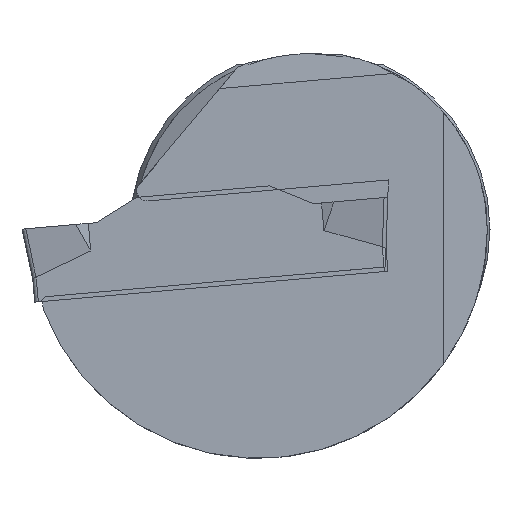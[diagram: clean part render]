
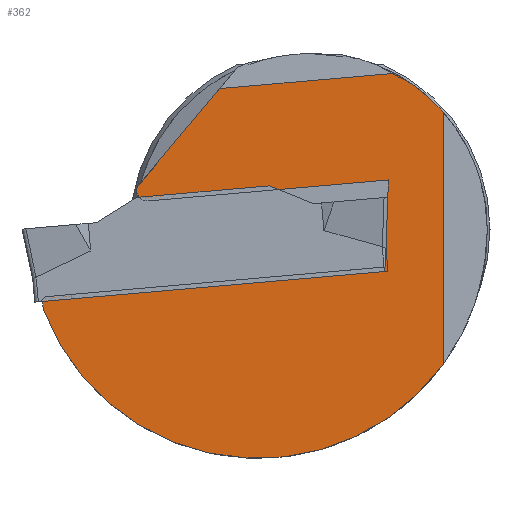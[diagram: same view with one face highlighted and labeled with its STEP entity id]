
A CAD part, left-side view. The second image highlights one B-rep face of the part: STEP entity #362.
In plain terms, the highlighted planar face has unit normal (-1, 0, 0).
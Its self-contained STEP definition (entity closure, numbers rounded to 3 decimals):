
#362=ADVANCED_FACE('',(#464),#413,.T.);
#413=PLANE('',#1428);
#464=FACE_OUTER_BOUND('',#523,.T.);
#523=EDGE_LOOP('',(#949,#950,#951,#952,#953,#954,#955,#956,#957,#958,#959));
#611=LINE('',#2028,#706);
#618=LINE('',#2127,#713);
#622=LINE('',#2146,#717);
#623=LINE('',#2149,#718);
#624=LINE('',#2151,#719);
#625=LINE('',#2156,#720);
#626=LINE('',#2159,#721);
#627=LINE('',#2161,#722);
#706=VECTOR('',#1642,1.);
#713=VECTOR('',#1665,1.);
#717=VECTOR('',#1681,1.);
#718=VECTOR('',#1682,1.);
#719=VECTOR('',#1683,1.);
#720=VECTOR('',#1688,1.);
#721=VECTOR('',#1691,1.);
#722=VECTOR('',#1692,1.);
#949=ORIENTED_EDGE('',*,*,#1287,.T.);
#950=ORIENTED_EDGE('',*,*,#1288,.T.);
#951=ORIENTED_EDGE('',*,*,#1289,.T.);
#952=ORIENTED_EDGE('',*,*,#1290,.T.);
#953=ORIENTED_EDGE('',*,*,#1279,.F.);
#954=ORIENTED_EDGE('',*,*,#1291,.T.);
#955=ORIENTED_EDGE('',*,*,#1292,.T.);
#956=ORIENTED_EDGE('',*,*,#1260,.T.);
#957=ORIENTED_EDGE('',*,*,#1293,.T.);
#958=ORIENTED_EDGE('',*,*,#1294,.T.);
#959=ORIENTED_EDGE('',*,*,#1295,.T.);
#1123=VERTEX_POINT('',#2029);
#1124=VERTEX_POINT('',#2030);
#1139=VERTEX_POINT('',#2123);
#1141=VERTEX_POINT('',#2126);
#1147=VERTEX_POINT('',#2147);
#1148=VERTEX_POINT('',#2148);
#1149=VERTEX_POINT('',#2150);
#1150=VERTEX_POINT('',#2152);
#1151=VERTEX_POINT('',#2155);
#1152=VERTEX_POINT('',#2158);
#1153=VERTEX_POINT('',#2160);
#1260=EDGE_CURVE('',#1123,#1124,#611,.T.);
#1279=EDGE_CURVE('',#1141,#1139,#618,.T.);
#1287=EDGE_CURVE('',#1147,#1148,#622,.T.);
#1288=EDGE_CURVE('',#1148,#1149,#623,.T.);
#1289=EDGE_CURVE('',#1149,#1150,#624,.T.);
#1290=EDGE_CURVE('',#1150,#1139,#1343,.T.);
#1291=EDGE_CURVE('',#1141,#1151,#1344,.T.);
#1292=EDGE_CURVE('',#1151,#1123,#625,.T.);
#1293=EDGE_CURVE('',#1124,#1152,#1345,.T.);
#1294=EDGE_CURVE('',#1152,#1153,#626,.T.);
#1295=EDGE_CURVE('',#1153,#1147,#627,.T.);
#1343=CIRCLE('',#1425,12.733);
#1344=CIRCLE('',#1426,9.85);
#1345=CIRCLE('',#1427,0.6);
#1425=AXIS2_PLACEMENT_3D('',#2153,#1684,#1685);
#1426=AXIS2_PLACEMENT_3D('',#2154,#1686,#1687);
#1427=AXIS2_PLACEMENT_3D('',#2157,#1689,#1690);
#1428=AXIS2_PLACEMENT_3D('',#2162,#1693,#1694);
#1642=DIRECTION('',(0.,0.643,-0.766));
#1665=DIRECTION('',(0.,0.,-1.));
#1681=DIRECTION('',(0.,0.996,-0.087));
#1682=DIRECTION('',(0.,0.643,-0.766));
#1683=DIRECTION('',(0.,-0.208,-0.978));
#1684=DIRECTION('',(-1.,0.,0.));
#1685=DIRECTION('',(0.,0.,1.));
#1686=DIRECTION('',(-1.,0.,0.));
#1687=DIRECTION('',(0.,0.,1.));
#1688=DIRECTION('',(0.,0.996,-0.087));
#1689=DIRECTION('',(-1.,0.,0.));
#1690=DIRECTION('',(0.,-1.,0.));
#1691=DIRECTION('',(0.,-0.996,0.087));
#1692=DIRECTION('',(0.,0.035,-0.999));
#1693=DIRECTION('',(-1.,0.,0.));
#1694=DIRECTION('',(0.,0.,1.));
#2028=CARTESIAN_POINT('',(0.4,6.789,5.697));
#2029=CARTESIAN_POINT('',(0.4,5.017,7.808));
#2030=CARTESIAN_POINT('',(0.4,9.61,2.335));
#2123=CARTESIAN_POINT('',(0.4,-7.4,-7.509));
#2126=CARTESIAN_POINT('',(0.4,-7.4,6.501));
#2127=CARTESIAN_POINT('',(0.4,-7.4,0.));
#2146=CARTESIAN_POINT('',(0.4,15.552,-3.826));
#2147=CARTESIAN_POINT('',(0.4,-4.187,-2.099));
#2148=CARTESIAN_POINT('',(0.4,14.718,-3.753));
#2149=CARTESIAN_POINT('',(0.4,6.789,5.697));
#2150=CARTESIAN_POINT('',(0.4,14.905,-3.975));
#2151=CARTESIAN_POINT('',(0.4,15.069,-3.203));
#2152=CARTESIAN_POINT('',(0.4,14.791,-4.512));
#2153=CARTESIAN_POINT('',(0.4,2.883,0.));
#2154=CARTESIAN_POINT('',(0.4,0.,0.));
#2155=CARTESIAN_POINT('',(0.4,-4.697,8.658));
#2156=CARTESIAN_POINT('',(0.4,0.716,8.185));
#2157=CARTESIAN_POINT('',(0.4,9.034,2.165));
#2158=CARTESIAN_POINT('',(0.4,8.982,1.568));
#2159=CARTESIAN_POINT('',(0.4,0.992,2.267));
#2160=CARTESIAN_POINT('',(0.4,-4.356,2.735));
#2161=CARTESIAN_POINT('',(0.4,-4.288,0.807));
#2162=CARTESIAN_POINT('',(0.4,0.,0.));
